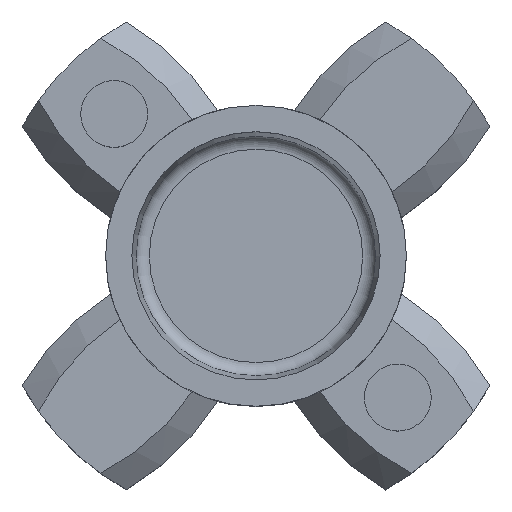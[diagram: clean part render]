
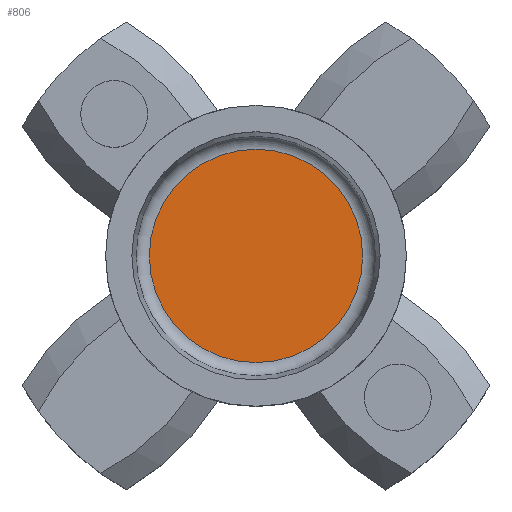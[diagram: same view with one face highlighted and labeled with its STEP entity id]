
A CAD part, top view. The second image highlights one B-rep face of the part: STEP entity #806.
In plain terms, the highlighted planar face has unit normal (0, 0, 1).
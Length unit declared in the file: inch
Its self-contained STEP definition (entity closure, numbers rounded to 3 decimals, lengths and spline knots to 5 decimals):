
#89=PLANE('',#904);
#167=FACE_OUTER_BOUND('',#238,.T.);
#238=EDGE_LOOP('',(#666));
#308=CIRCLE('',#903,0.19943);
#394=VERTEX_POINT('',#1501);
#492=EDGE_CURVE('',#394,#394,#308,.T.);
#666=ORIENTED_EDGE('',*,*,#492,.T.);
#806=ADVANCED_FACE('',(#167),#89,.T.);
#903=AXIS2_PLACEMENT_3D('',#1502,#1108,#1109);
#904=AXIS2_PLACEMENT_3D('',#1503,#1110,#1111);
#1108=DIRECTION('center_axis',(0.,0.,1.));
#1109=DIRECTION('ref_axis',(-1.,0.,0.));
#1110=DIRECTION('center_axis',(0.,0.,1.));
#1111=DIRECTION('ref_axis',(1.,0.,0.));
#1501=CARTESIAN_POINT('',(-0.19943,0.,0.07059));
#1502=CARTESIAN_POINT('Origin',(0.,0.,0.07059));
#1503=CARTESIAN_POINT('Origin',(0.,0.,0.07059));
